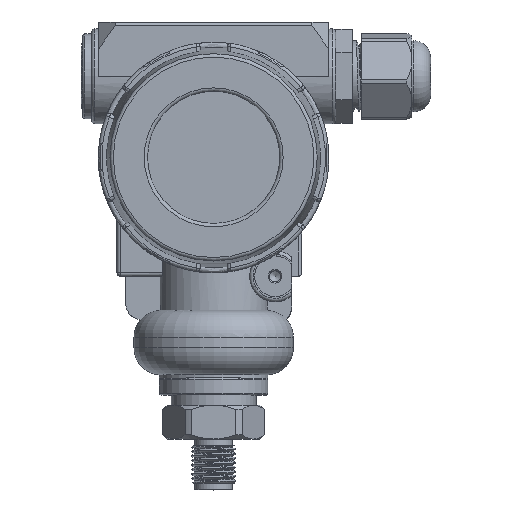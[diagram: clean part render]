
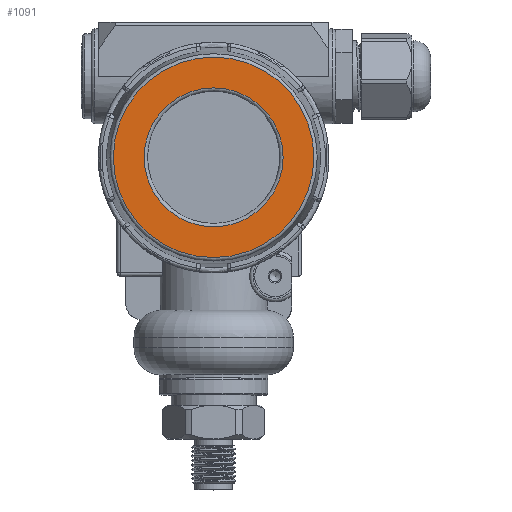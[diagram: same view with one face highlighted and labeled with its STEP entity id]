
A CAD part, top view. The second image highlights one B-rep face of the part: STEP entity #1091.
In plain terms, the highlighted planar face has unit normal (0, 0, 1).
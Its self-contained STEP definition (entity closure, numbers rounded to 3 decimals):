
#1091=ADVANCED_FACE('',(#2413,#2414),#1329,.T.);
#1329=PLANE('',#7813);
#2413=FACE_BOUND('',#2791,.T.);
#2414=FACE_BOUND('',#2792,.T.);
#2791=EDGE_LOOP('',(#4396));
#2792=EDGE_LOOP('',(#4397));
#4396=ORIENTED_EDGE('',*,*,#6511,.T.);
#4397=ORIENTED_EDGE('',*,*,#6510,.T.);
#5582=VERTEX_POINT('',#17106);
#5583=VERTEX_POINT('',#17109);
#6510=EDGE_CURVE('',#5582,#5582,#7097,.T.);
#6511=EDGE_CURVE('',#5583,#5583,#7098,.T.);
#7097=CIRCLE('',#7794,29.576);
#7098=CIRCLE('',#7796,20.5);
#7794=AXIS2_PLACEMENT_3D('',#17105,#9473,#9474);
#7796=AXIS2_PLACEMENT_3D('',#17108,#9477,#9478);
#7813=AXIS2_PLACEMENT_3D('',#17402,#9511,#9512);
#9473=DIRECTION('',(0.,0.,1.));
#9474=DIRECTION('',(1.,0.,0.));
#9477=DIRECTION('',(0.,0.,-1.));
#9478=DIRECTION('',(1.,0.,0.));
#9511=DIRECTION('',(0.,0.,1.));
#9512=DIRECTION('',(-1.,0.,0.));
#17105=CARTESIAN_POINT('',(0.,0.,110.));
#17106=CARTESIAN_POINT('',(29.576,0.,110.));
#17108=CARTESIAN_POINT('',(0.,0.,110.));
#17109=CARTESIAN_POINT('',(20.5,0.,110.));
#17402=CARTESIAN_POINT('',(0.,0.,110.));
